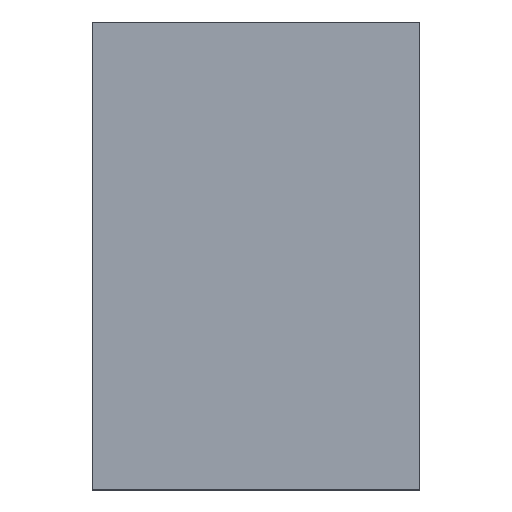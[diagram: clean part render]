
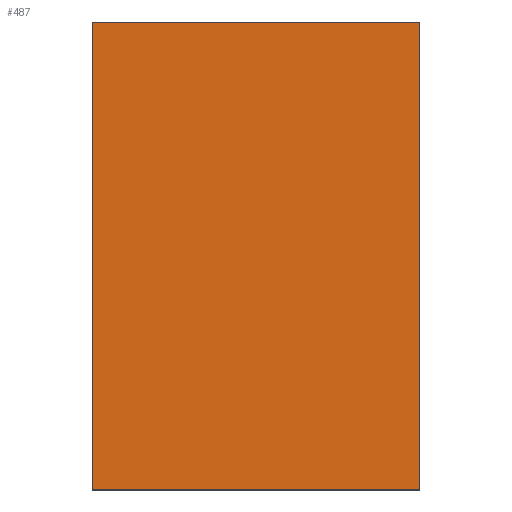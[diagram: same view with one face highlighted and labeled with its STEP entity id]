
A CAD part, left-side view. The second image highlights one B-rep face of the part: STEP entity #487.
In plain terms, the highlighted planar face has unit normal (-1, 0, 0).
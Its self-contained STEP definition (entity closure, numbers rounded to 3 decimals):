
#17 = CARTESIAN_POINT ( 'NONE',  ( -0.5, 0.35, -0.25 ) ) ;
#42 = DIRECTION ( 'NONE',  ( 0., 0., 1. ) ) ;
#58 = CARTESIAN_POINT ( 'NONE',  ( -0.5, 0.35, 0.25 ) ) ;
#109 = CARTESIAN_POINT ( 'NONE',  ( -0.5, 0.35, 0.25 ) ) ;
#121 = VECTOR ( 'NONE', #458, 1000. ) ;
#197 = EDGE_CURVE ( 'NONE', #701, #816, #472, .T. ) ;
#212 = EDGE_CURVE ( 'NONE', #816, #340, #230, .T. ) ;
#230 = LINE ( 'NONE', #751, #787 ) ;
#232 = CARTESIAN_POINT ( 'NONE',  ( -0.5, 0., 0.25 ) ) ;
#246 = PLANE ( 'NONE',  #642 ) ;
#252 = VECTOR ( 'NONE', #288, 1000. ) ;
#266 = ORIENTED_EDGE ( 'NONE', *, *, #836, .T. ) ;
#288 = DIRECTION ( 'NONE',  ( 0., -1., 0. ) ) ;
#306 = VECTOR ( 'NONE', #42, 1000. ) ;
#315 = DIRECTION ( 'NONE',  ( 0., -1., 0. ) ) ;
#329 = LINE ( 'NONE', #17, #252 ) ;
#340 = VERTEX_POINT ( 'NONE', #232 ) ;
#372 = EDGE_CURVE ( 'NONE', #701, #460, #329, .T. ) ;
#458 = DIRECTION ( 'NONE',  ( 0., 0., 1. ) ) ;
#460 = VERTEX_POINT ( 'NONE', #535 ) ;
#471 = ORIENTED_EDGE ( 'NONE', *, *, #372, .T. ) ;
#472 = LINE ( 'NONE', #518, #121 ) ;
#487 = ADVANCED_FACE ( 'NONE', ( #891 ), #246, .F. ) ;
#516 = ORIENTED_EDGE ( 'NONE', *, *, #212, .F. ) ;
#518 = CARTESIAN_POINT ( 'NONE',  ( -0.5, 0.35, 0.25 ) ) ;
#535 = CARTESIAN_POINT ( 'NONE',  ( -0.5, 0., -0.25 ) ) ;
#543 = ORIENTED_EDGE ( 'NONE', *, *, #197, .F. ) ;
#609 = DIRECTION ( 'NONE',  ( 1., 0., 0. ) ) ;
#642 = AXIS2_PLACEMENT_3D ( 'NONE', #109, #609, #908 ) ;
#701 = VERTEX_POINT ( 'NONE', #714 ) ;
#714 = CARTESIAN_POINT ( 'NONE',  ( -0.5, 0.35, -0.25 ) ) ;
#728 = EDGE_LOOP ( 'NONE', ( #266, #516, #543, #471 ) ) ;
#751 = CARTESIAN_POINT ( 'NONE',  ( -0.5, 0.35, 0.25 ) ) ;
#786 = CARTESIAN_POINT ( 'NONE',  ( -0.5, 0., 0.25 ) ) ;
#787 = VECTOR ( 'NONE', #315, 1000. ) ;
#816 = VERTEX_POINT ( 'NONE', #58 ) ;
#836 = EDGE_CURVE ( 'NONE', #460, #340, #930, .T. ) ;
#891 = FACE_OUTER_BOUND ( 'NONE', #728, .T. ) ;
#908 = DIRECTION ( 'NONE',  ( 0., 0., -1. ) ) ;
#930 = LINE ( 'NONE', #786, #306 ) ;
